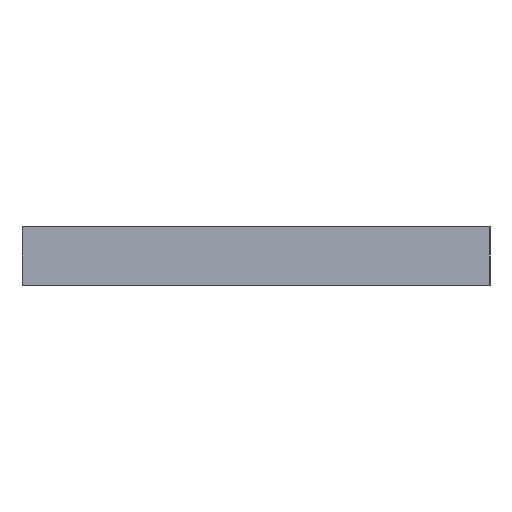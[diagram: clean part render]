
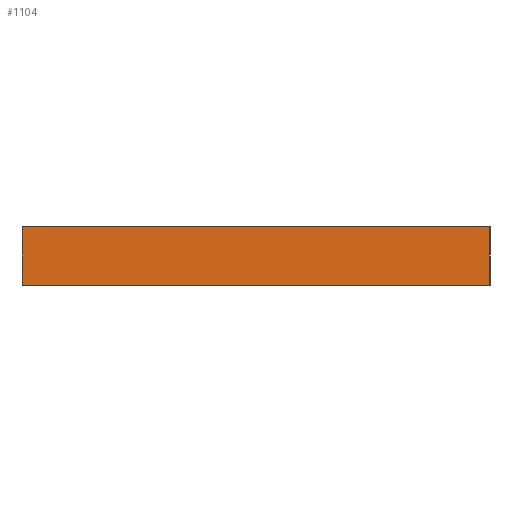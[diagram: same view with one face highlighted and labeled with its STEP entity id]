
A CAD part, left-side view. The second image highlights one B-rep face of the part: STEP entity #1104.
In plain terms, the highlighted planar face has unit normal (-1, 0, 0).
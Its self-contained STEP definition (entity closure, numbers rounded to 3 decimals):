
#42=PLANE('',#1137);
#110=FACE_OUTER_BOUND('',#179,.T.);
#179=EDGE_LOOP('',(#982,#983,#984,#985));
#193=LINE('',#2907,#224);
#203=LINE('',#9120,#234);
#209=LINE('',#9131,#240);
#210=LINE('',#9133,#241);
#224=VECTOR('',#1155,10.);
#234=VECTOR('',#1193,10.);
#240=VECTOR('',#1203,10.);
#241=VECTOR('',#1206,10.);
#396=VERTEX_POINT('',#2904);
#397=VERTEX_POINT('',#2906);
#472=VERTEX_POINT('',#9119);
#475=VERTEX_POINT('',#9129);
#509=EDGE_CURVE('',#396,#397,#193,.T.);
#638=EDGE_CURVE('',#397,#472,#203,.T.);
#644=EDGE_CURVE('',#472,#475,#209,.T.);
#645=EDGE_CURVE('',#475,#396,#210,.T.);
#982=ORIENTED_EDGE('',*,*,#645,.F.);
#983=ORIENTED_EDGE('',*,*,#644,.F.);
#984=ORIENTED_EDGE('',*,*,#638,.F.);
#985=ORIENTED_EDGE('',*,*,#509,.F.);
#1104=ADVANCED_FACE('',(#110),#42,.T.);
#1137=AXIS2_PLACEMENT_3D('',#9134,#1207,#1208);
#1155=DIRECTION('',(0.,-1.,0.));
#1193=DIRECTION('',(0.,0.,-1.));
#1203=DIRECTION('',(0.,1.,0.));
#1206=DIRECTION('',(0.,0.,1.));
#1207=DIRECTION('center_axis',(-1.,0.,0.));
#1208=DIRECTION('ref_axis',(0.,1.,0.));
#2904=CARTESIAN_POINT('',(-187.194,118.388,11.));
#2906=CARTESIAN_POINT('',(-187.194,-84.812,11.));
#2907=CARTESIAN_POINT('',(-187.194,-34.012,11.));
#9119=CARTESIAN_POINT('',(-187.194,-84.812,-14.4));
#9120=CARTESIAN_POINT('',(-187.194,-84.812,11.));
#9129=CARTESIAN_POINT('',(-187.194,118.388,-14.4));
#9131=CARTESIAN_POINT('',(-187.194,-84.812,-14.4));
#9133=CARTESIAN_POINT('',(-187.194,118.388,0.));
#9134=CARTESIAN_POINT('Origin',(-187.194,-84.812,11.));
